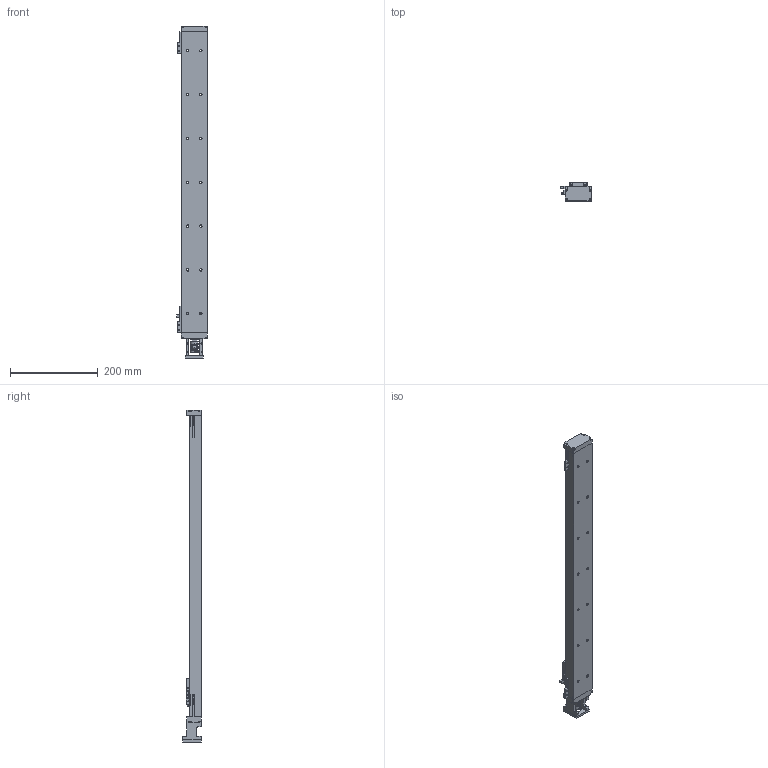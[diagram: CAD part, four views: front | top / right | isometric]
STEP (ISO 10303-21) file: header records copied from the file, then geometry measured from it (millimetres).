
FILE_DESCRIPTION (( 'STEP AP214' ), '1' );
FILE_NAME ('LAVL-60T24LP5.step', '2016-04-25T19:30:05', ( '' ), ( '' ), 'SwSTEP 2.0', 'SolidWorks 2015', '' );
FILE_SCHEMA (( 'AUTOMOTIVE_DESIGN' ));
Length unit declared in the file: inch
Products named in the file (3): LAVL-60T06LP5-CAR; LAVL-60T24LP5-RAIL; LAVL-60T24LP5
Assembly tree (2 placements, depth 2):
  LAVL-60T24LP5
    LAVL-60T24LP5-RAIL
    LAVL-60T06LP5-CAR
Bounding box: 70.16 x 42 x 757.52 mm (x, y, z)
Volume: 610168.3 mm3; surface area: 287089.6 mm2
Topology: 19 solids, 19 shells, 888 faces, 2326 edges, 1482 vertices
Faces by surface type: cylinder 383, plane 336, cone 93, bspline 50, torus 26
Entity records: 43951 total; most frequent: CARTESIAN_POINT 10002, DIRECTION 4690, ORIENTED_EDGE 4548, EDGE_CURVE 2274, AXIS2_PLACEMENT_3D 1782, VERTEX_POINT 1482, LINE 1126, VECTOR 1126
